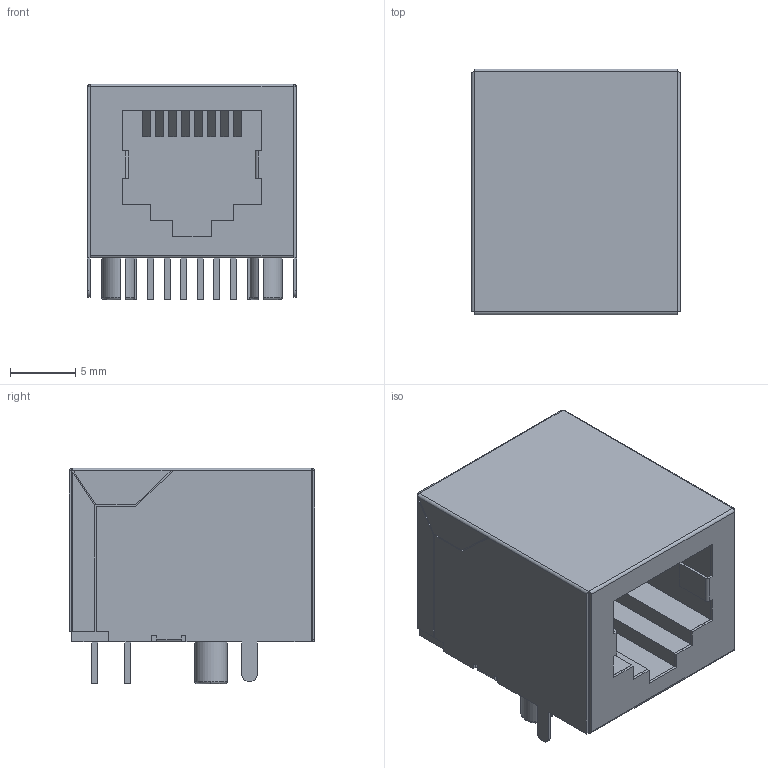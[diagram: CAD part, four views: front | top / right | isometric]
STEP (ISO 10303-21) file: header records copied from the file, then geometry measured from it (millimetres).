
FILE_DESCRIPTION (( 'STEP AP214' ), '1' );
FILE_NAME ('RJ45-TH_KH-RJ45-58-8P8C.step', '2022-07-09T14:36:31', ( '' ), ( '' ), 'SwSTEP 2.0', 'SolidWorks 2020', '' );
FILE_SCHEMA (( 'AUTOMOTIVE_DESIGN' ));
Length unit declared in the file: millimetre
Products named in the file (1): RJ45-TH_KH-RJ45-58-8P8C
Bounding box: 16 x 18.8 x 16.5 mm (x, y, z)
Volume: 3104.7 mm3; surface area: 4361.4 mm2
Topology: 4 solids, 4 shells, 566 faces, 1488 edges, 969 vertices
Faces by surface type: plane 408, bspline 120, cylinder 32, torus 6
Entity records: 24832 total; most frequent: CARTESIAN_POINT 5416, ORIENTED_EDGE 2976, DIRECTION 2163, EDGE_CURVE 1488, LINE 1171, VECTOR 1171, VERTEX_POINT 969, EDGE_LOOP 623
